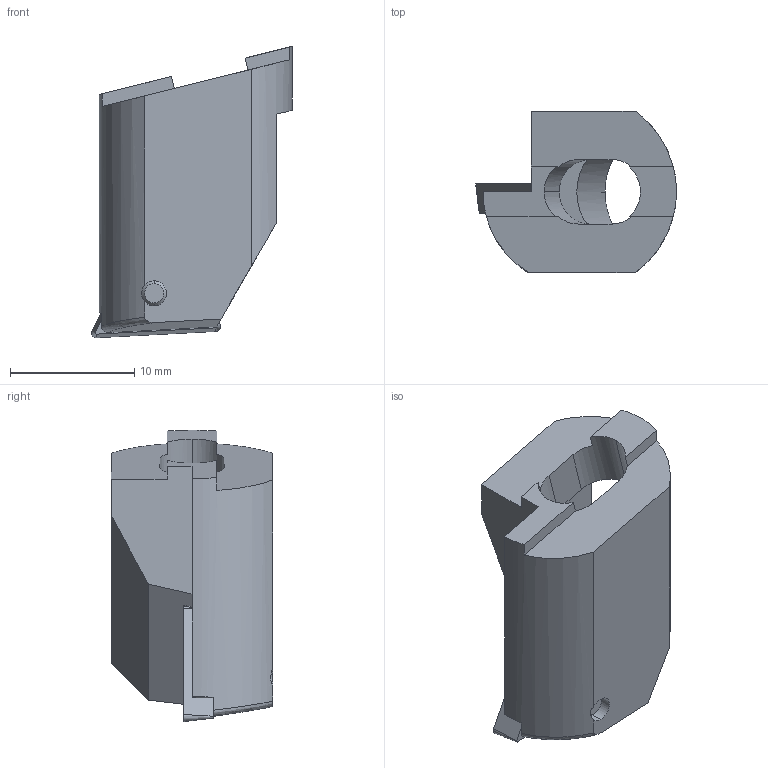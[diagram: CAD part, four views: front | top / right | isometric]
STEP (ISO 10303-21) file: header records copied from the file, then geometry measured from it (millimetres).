
FILE_DESCRIPTION(('no description'),'unknown implementation level');
FILE_NAME('23704247-18D1-423E-A36C-7A9D03E4E9C6_export.stp',' ',('CIMSOURCE GmbH'),('CADClick - KiM GmbH - www.kimweb.de'),'unknown preprocess','ACIS','unknown authorization');
FILE_SCHEMA(('automotive_design'));
Length unit declared in the file: millimetre
Products named in the file (3): 615.301 Kaiser E17_22 TC11|694.122 Kaiser ETL M2.5x6.5 T7 IP 10S;Kreismuster1; 615.301 Kaiser E17_22 TC11|655.383 Kaiser TCGT 110204 K10C;Kombinieren1; 615.301 Kaiser E17_22 TC11|615.301 Kaiser E17_22 TC11;Schnitt-Linear austragen21
Bounding box: 16.2 x 13 x 23.5 mm (x, y, z)
Volume: 1691.7 mm3; surface area: 1710.9 mm2
Topology: 3 solids, 3 shells, 103 faces, 272 edges, 174 vertices
Faces by surface type: cylinder 39, plane 38, cone 19, torus 6, bspline 1
Entity records: 6966 total; most frequent: CARTESIAN_POINT 1166, DIRECTION 609, STYLED_ITEM 552, PRESENTATION_STYLE_ASSIGNMENT 552, COLOUR_RGB 552, ORIENTED_EDGE 544, EDGE_CURVE 272, CURVE_STYLE 272
